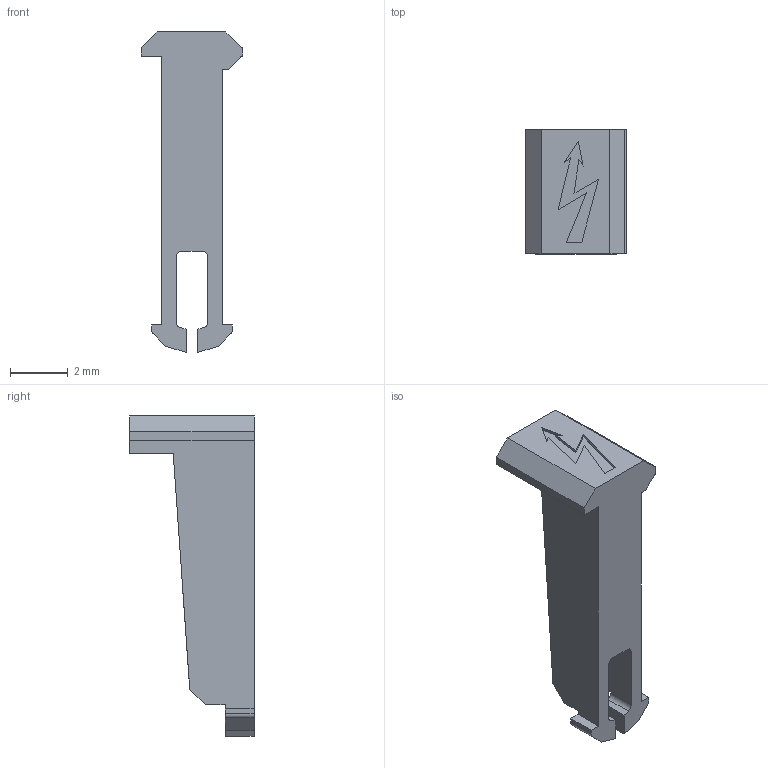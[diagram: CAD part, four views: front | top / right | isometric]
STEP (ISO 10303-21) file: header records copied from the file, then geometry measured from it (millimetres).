
FILE_DESCRIPTION(('CATIA V5R20 STEP214','CAx-IF Rec.Pracs.--- Model Styling and Organization---1.2---2011-12-15'),'2;1');
FILE_NAME ('425299_1', '2015-09-30T09:52:04+00:00', ('Weidmueller Interface'), ('Weidmueller'), 'CATIA Version 5-6 Release 2014 SP4', 'CATIA V5 STEP AP214', 'none');
FILE_SCHEMA(('AUTOMOTIVE_DESIGN { 1 0 10303 214 1 1 1 1 }'));
Length unit declared in the file: millimetre
Products named in the file (1): 1781970000_ZAD_7-4
Bounding box: 3.5 x 4.3 x 11.1 mm (x, y, z)
Volume: 50.1 mm3; surface area: 165.3 mm2
Topology: 2 solids, 2 shells, 74 faces, 212 edges, 143 vertices
Faces by surface type: plane 63, cylinder 11
Entity records: 2423 total; most frequent: CARTESIAN_POINT 451, ORIENTED_EDGE 424, DIRECTION 356, EDGE_CURVE 212, VECTOR 190, LINE 190, VERTEX_POINT 143, AXIS2_PLACEMENT_3D 92
